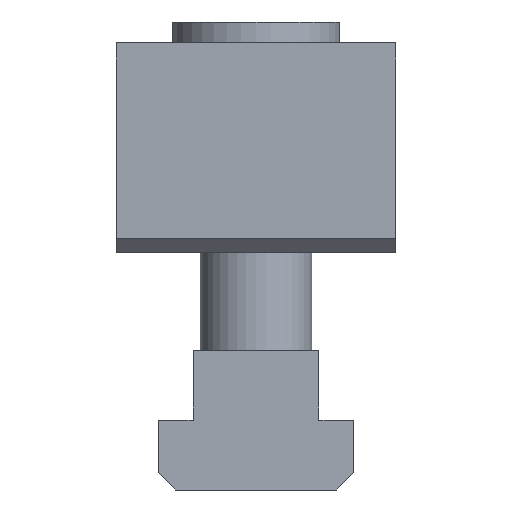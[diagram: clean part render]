
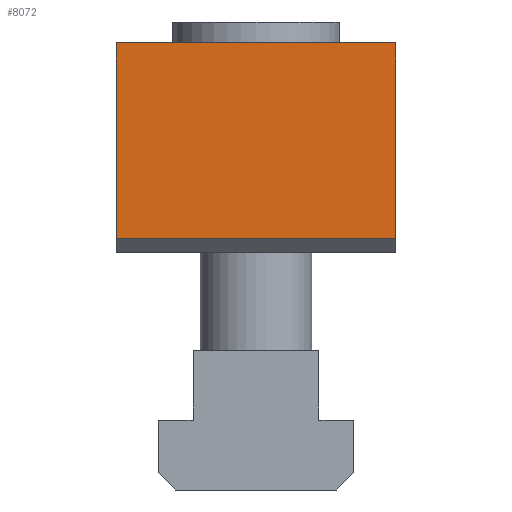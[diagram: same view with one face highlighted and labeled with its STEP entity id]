
A CAD part, left-side view. The second image highlights one B-rep face of the part: STEP entity #8072.
In plain terms, the highlighted planar face has unit normal (-1, 0, 0).
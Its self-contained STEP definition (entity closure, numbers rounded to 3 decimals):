
#218 = CARTESIAN_POINT ( 'NONE',  ( -47.5, -20., 30. ) ) ;
#598 = CARTESIAN_POINT ( 'NONE',  ( -47.5, -20., 30. ) ) ;
#866 = CARTESIAN_POINT ( 'NONE',  ( -47.5, -20., 2. ) ) ;
#907 = CARTESIAN_POINT ( 'NONE',  ( -47.5, -20., 11.333 ) ) ;
#1294 = CARTESIAN_POINT ( 'NONE',  ( -47.5, 20., 2. ) ) ;
#1543 = CARTESIAN_POINT ( 'NONE',  ( -47.5, 20., 30. ) ) ;
#1709 = B_SPLINE_CURVE_WITH_KNOTS ( 'NONE', 3,
 ( #218, #8164, #907, #3545 ),
 .UNSPECIFIED., .F., .F.,
 ( 4, 4 ),
 ( 0., 1. ),
 .UNSPECIFIED. ) ;
#1719 = CARTESIAN_POINT ( 'NONE',  ( -47.5, 20., 11.333 ) ) ;
#1731 = PLANE ( 'NONE',  #7599 ) ;
#1777 = DIRECTION ( 'NONE',  ( 0., 0., 1. ) ) ;
#1966 = VERTEX_POINT ( 'NONE', #2106 ) ;
#2106 = CARTESIAN_POINT ( 'NONE',  ( -47.5, -20., 2. ) ) ;
#2334 = VERTEX_POINT ( 'NONE', #3729 ) ;
#2465 = CARTESIAN_POINT ( 'NONE',  ( -47.5, -20., 2. ) ) ;
#2635 = CARTESIAN_POINT ( 'NONE',  ( -47.5, -6.667, 30. ) ) ;
#2743 = B_SPLINE_CURVE_WITH_KNOTS ( 'NONE', 3,
 ( #6166, #4157, #4691, #866 ),
 .UNSPECIFIED., .F., .F.,
 ( 4, 4 ),
 ( 0., 1. ),
 .UNSPECIFIED. ) ;
#2782 = ORIENTED_EDGE ( 'NONE', *, *, #5330, .T. ) ;
#3359 = VERTEX_POINT ( 'NONE', #1294 ) ;
#3387 = ORIENTED_EDGE ( 'NONE', *, *, #4536, .F. ) ;
#3530 = B_SPLINE_CURVE_WITH_KNOTS ( 'NONE', 3,
 ( #5752, #3835, #1719, #4351 ),
 .UNSPECIFIED., .F., .F.,
 ( 4, 4 ),
 ( 0., 1. ),
 .UNSPECIFIED. ) ;
#3545 = CARTESIAN_POINT ( 'NONE',  ( -47.5, -20., 2. ) ) ;
#3729 = CARTESIAN_POINT ( 'NONE',  ( -47.5, -20., 30. ) ) ;
#3835 = CARTESIAN_POINT ( 'NONE',  ( -47.5, 20., 20.667 ) ) ;
#3943 = ORIENTED_EDGE ( 'NONE', *, *, #5414, .F. ) ;
#4157 = CARTESIAN_POINT ( 'NONE',  ( -47.5, 6.667, 2. ) ) ;
#4351 = CARTESIAN_POINT ( 'NONE',  ( -47.5, 20., 2. ) ) ;
#4536 = EDGE_CURVE ( 'NONE', #2334, #1966, #1709, .T. ) ;
#4691 = CARTESIAN_POINT ( 'NONE',  ( -47.5, -6.667, 2. ) ) ;
#4914 = EDGE_CURVE ( 'NONE', #3359, #1966, #2743, .T. ) ;
#5320 = B_SPLINE_CURVE_WITH_KNOTS ( 'NONE', 3,
 ( #7842, #8592, #2635, #598 ),
 .UNSPECIFIED., .F., .F.,
 ( 4, 4 ),
 ( 0., 1. ),
 .UNSPECIFIED. ) ;
#5330 = EDGE_CURVE ( 'NONE', #5697, #3359, #3530, .T. ) ;
#5414 = EDGE_CURVE ( 'NONE', #5697, #2334, #5320, .T. ) ;
#5616 = ORIENTED_EDGE ( 'NONE', *, *, #4914, .T. ) ;
#5697 = VERTEX_POINT ( 'NONE', #1543 ) ;
#5752 = CARTESIAN_POINT ( 'NONE',  ( -47.5, 20., 30. ) ) ;
#5850 = EDGE_LOOP ( 'NONE', ( #3387, #3943, #2782, #5616 ) ) ;
#6166 = CARTESIAN_POINT ( 'NONE',  ( -47.5, 20., 2. ) ) ;
#7164 = FACE_OUTER_BOUND ( 'NONE', #5850, .T. ) ;
#7599 = AXIS2_PLACEMENT_3D ( 'NONE', #2465, #7723, #1777 ) ;
#7723 = DIRECTION ( 'NONE',  ( -1., 0., 0. ) ) ;
#7842 = CARTESIAN_POINT ( 'NONE',  ( -47.5, 20., 30. ) ) ;
#8072 = ADVANCED_FACE ( 'NONE', ( #7164 ), #1731, .T. ) ;
#8164 = CARTESIAN_POINT ( 'NONE',  ( -47.5, -20., 20.667 ) ) ;
#8592 = CARTESIAN_POINT ( 'NONE',  ( -47.5, 6.667, 30. ) ) ;
